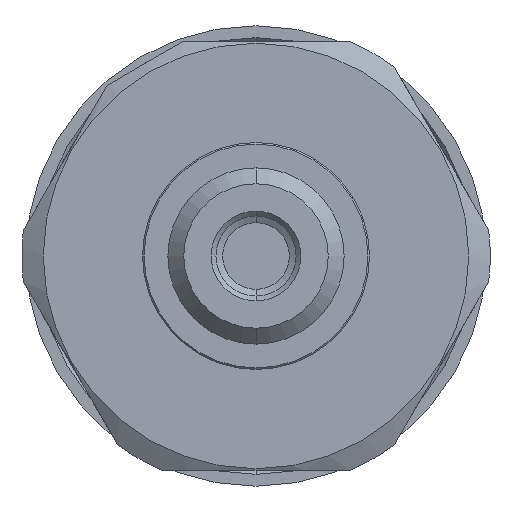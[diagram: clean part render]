
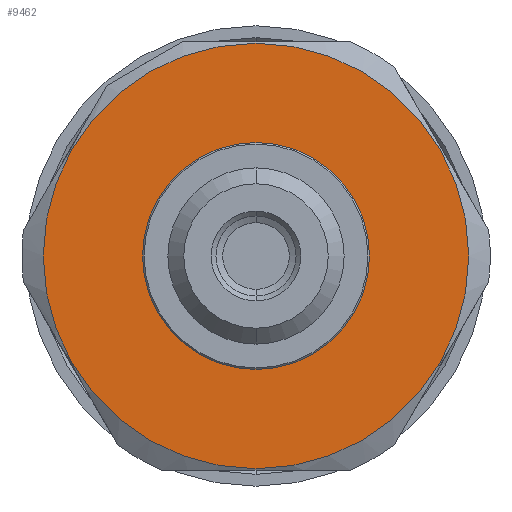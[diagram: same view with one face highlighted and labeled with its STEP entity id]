
A CAD part, front view. The second image highlights one B-rep face of the part: STEP entity #9462.
In plain terms, the highlighted face is planar.
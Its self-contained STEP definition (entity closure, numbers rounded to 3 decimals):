
#127 = ORIENTED_EDGE ( 'NONE', *, *, #10025, .T. ) ;
#349 = AXIS2_PLACEMENT_3D ( 'NONE', #8118, #8056, #8044 ) ;
#409 = CARTESIAN_POINT ( 'NONE',  ( 33.5, 0., 7.15 ) ) ;
#754 = VERTEX_POINT ( 'NONE', #3986 ) ;
#1860 = AXIS2_PLACEMENT_3D ( 'NONE', #6808, #6818, #6828 ) ;
#2442 = CIRCLE ( 'NONE', #9688, 7.15 ) ;
#2825 = DIRECTION ( 'NONE',  ( -1., 0., 0. ) ) ;
#3516 = CARTESIAN_POINT ( 'NONE',  ( 33.5, 0., 0. ) ) ;
#3975 = AXIS2_PLACEMENT_3D ( 'NONE', #7155, #7142, #7121 ) ;
#3986 = CARTESIAN_POINT ( 'NONE',  ( 33.5, 0., 13.4 ) ) ;
#4293 = EDGE_CURVE ( 'NONE', #5112, #7375, #9197, .T. ) ;
#4413 = DIRECTION ( 'NONE',  ( 0., 0., 1. ) ) ;
#5112 = VERTEX_POINT ( 'NONE', #409 ) ;
#5552 = PLANE ( 'NONE',  #6077 ) ;
#5830 = EDGE_CURVE ( 'NONE', #754, #9660, #7333, .T. ) ;
#5932 = ORIENTED_EDGE ( 'NONE', *, *, #8537, .F. ) ;
#6077 = AXIS2_PLACEMENT_3D ( 'NONE', #9086, #2825, #6315 ) ;
#6283 = FACE_OUTER_BOUND ( 'NONE', #7564, .T. ) ;
#6315 = DIRECTION ( 'NONE',  ( 0., 0., 1. ) ) ;
#6808 = CARTESIAN_POINT ( 'NONE',  ( 33.5, 0., 0. ) ) ;
#6818 = DIRECTION ( 'NONE',  ( -1., 0., 0. ) ) ;
#6828 = DIRECTION ( 'NONE',  ( 0., 0., 1. ) ) ;
#7003 = ORIENTED_EDGE ( 'NONE', *, *, #5830, .F. ) ;
#7121 = DIRECTION ( 'NONE',  ( 0., 0., 1. ) ) ;
#7142 = DIRECTION ( 'NONE',  ( -1., 0., 0. ) ) ;
#7155 = CARTESIAN_POINT ( 'NONE',  ( 33.5, 0., 0. ) ) ;
#7333 = CIRCLE ( 'NONE', #349, 13.4 ) ;
#7375 = VERTEX_POINT ( 'NONE', #10279 ) ;
#7564 = EDGE_LOOP ( 'NONE', ( #7003, #5932 ) ) ;
#7949 = FACE_BOUND ( 'NONE', #9168, .T. ) ;
#7964 = CIRCLE ( 'NONE', #3975, 13.4 ) ;
#8044 = DIRECTION ( 'NONE',  ( 0., 0., 1. ) ) ;
#8056 = DIRECTION ( 'NONE',  ( -1., 0., 0. ) ) ;
#8118 = CARTESIAN_POINT ( 'NONE',  ( 33.5, 0., 0. ) ) ;
#8537 = EDGE_CURVE ( 'NONE', #9660, #754, #7964, .T. ) ;
#8812 = CARTESIAN_POINT ( 'NONE',  ( 33.5, 0., -13.4 ) ) ;
#8915 = DIRECTION ( 'NONE',  ( -1., 0., 0. ) ) ;
#9086 = CARTESIAN_POINT ( 'NONE',  ( 33.5, 13.4, 0. ) ) ;
#9168 = EDGE_LOOP ( 'NONE', ( #9560, #127 ) ) ;
#9197 = CIRCLE ( 'NONE', #1860, 7.15 ) ;
#9462 = ADVANCED_FACE ( 'NONE', ( #6283, #7949 ), #5552, .F. ) ;
#9560 = ORIENTED_EDGE ( 'NONE', *, *, #4293, .T. ) ;
#9660 = VERTEX_POINT ( 'NONE', #8812 ) ;
#9688 = AXIS2_PLACEMENT_3D ( 'NONE', #3516, #8915, #4413 ) ;
#10025 = EDGE_CURVE ( 'NONE', #7375, #5112, #2442, .T. ) ;
#10279 = CARTESIAN_POINT ( 'NONE',  ( 33.5, 0., -7.15 ) ) ;
